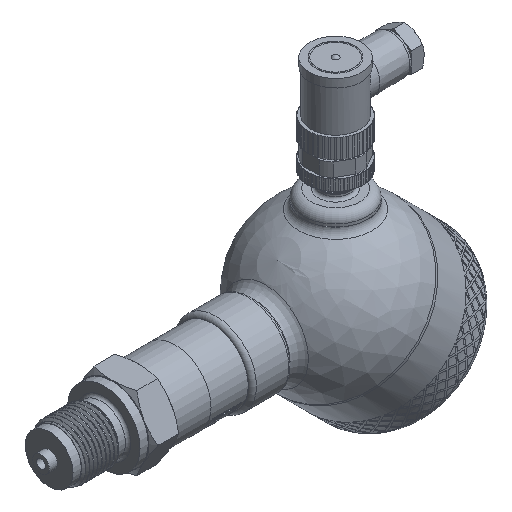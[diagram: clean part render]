
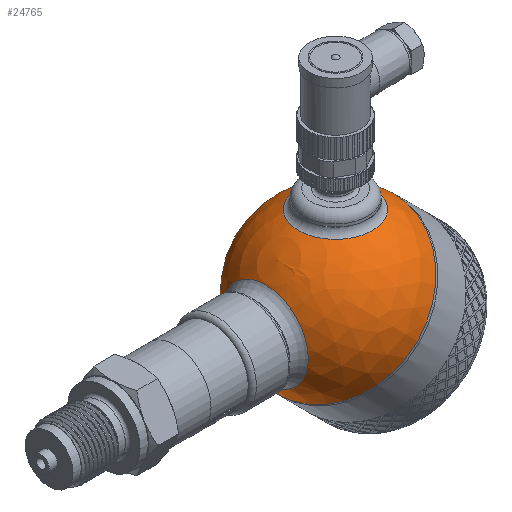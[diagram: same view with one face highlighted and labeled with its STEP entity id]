
A CAD part, isometric view. The second image highlights one B-rep face of the part: STEP entity #24765.
In plain terms, the highlighted spherical face has radius 30 mm.
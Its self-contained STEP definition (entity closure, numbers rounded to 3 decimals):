
#36=SPHERICAL_SURFACE('',#26290,30.);
#112=FACE_BOUND('',#3345,.T.);
#113=FACE_BOUND('',#3346,.T.);
#1726=FACE_OUTER_BOUND('',#3344,.T.);
#3344=EDGE_LOOP('',(#17738,#17739,#17740,#17741));
#3345=EDGE_LOOP('',(#17742));
#3346=EDGE_LOOP('',(#17743));
#4836=CIRCLE('',#26213,30.);
#4837=CIRCLE('',#26214,30.);
#4864=CIRCLE('',#26286,13.5);
#4867=CIRCLE('',#26291,30.);
#4868=CIRCLE('',#26292,15.643);
#9469=VERTEX_POINT('',#34288);
#9470=VERTEX_POINT('',#34290);
#9945=VERTEX_POINT('',#40352);
#9947=VERTEX_POINT('',#40359);
#9948=VERTEX_POINT('',#40361);
#12149=EDGE_CURVE('',#9469,#9470,#4836,.T.);
#12150=EDGE_CURVE('',#9470,#9469,#4837,.T.);
#12865=EDGE_CURVE('',#9945,#9945,#4864,.T.);
#12868=EDGE_CURVE('',#9470,#9947,#4867,.T.);
#12869=EDGE_CURVE('',#9948,#9948,#4868,.T.);
#17738=ORIENTED_EDGE('',*,*,#12150,.F.);
#17739=ORIENTED_EDGE('',*,*,#12868,.T.);
#17740=ORIENTED_EDGE('',*,*,#12868,.F.);
#17741=ORIENTED_EDGE('',*,*,#12149,.F.);
#17742=ORIENTED_EDGE('',*,*,#12869,.F.);
#17743=ORIENTED_EDGE('',*,*,#12865,.F.);
#24765=ADVANCED_FACE('',(#1726,#112,#113),#36,.T.);
#26213=AXIS2_PLACEMENT_3D('',#34291,#27890,#27891);
#26214=AXIS2_PLACEMENT_3D('',#34292,#27892,#27893);
#26286=AXIS2_PLACEMENT_3D('',#40353,#28288,#28289);
#26290=AXIS2_PLACEMENT_3D('',#40358,#28296,#28297);
#26291=AXIS2_PLACEMENT_3D('',#40360,#28298,#28299);
#26292=AXIS2_PLACEMENT_3D('',#40362,#28300,#28301);
#27890=DIRECTION('center_axis',(1.,0.,0.));
#27891=DIRECTION('ref_axis',(0.,1.,0.));
#27892=DIRECTION('center_axis',(1.,0.,0.));
#27893=DIRECTION('ref_axis',(0.,1.,0.));
#28288=DIRECTION('center_axis',(-0.707,0.,-0.707));
#28289=DIRECTION('ref_axis',(-0.707,0.,0.707));
#28296=DIRECTION('center_axis',(1.,0.,0.));
#28297=DIRECTION('ref_axis',(0.,-1.,0.));
#28298=DIRECTION('center_axis',(0.,0.,1.));
#28299=DIRECTION('ref_axis',(0.,1.,0.));
#28300=DIRECTION('center_axis',(-0.707,0.,0.707));
#28301=DIRECTION('ref_axis',(0.707,0.,0.707));
#34288=CARTESIAN_POINT('',(0.,-30.,0.));
#34290=CARTESIAN_POINT('',(0.,30.,0.));
#34291=CARTESIAN_POINT('Origin',(0.,0.,0.));
#34292=CARTESIAN_POINT('Origin',(0.,0.,0.));
#40352=CARTESIAN_POINT('',(-9.398,0.,-28.49));
#40353=CARTESIAN_POINT('Origin',(-18.944,0.,-18.944));
#40358=CARTESIAN_POINT('Origin',(0.,0.,0.));
#40359=CARTESIAN_POINT('',(-30.,0.,0.));
#40360=CARTESIAN_POINT('Origin',(0.,0.,0.));
#40361=CARTESIAN_POINT('',(-29.162,0.,7.04));
#40362=CARTESIAN_POINT('Origin',(-18.101,0.,18.101));
